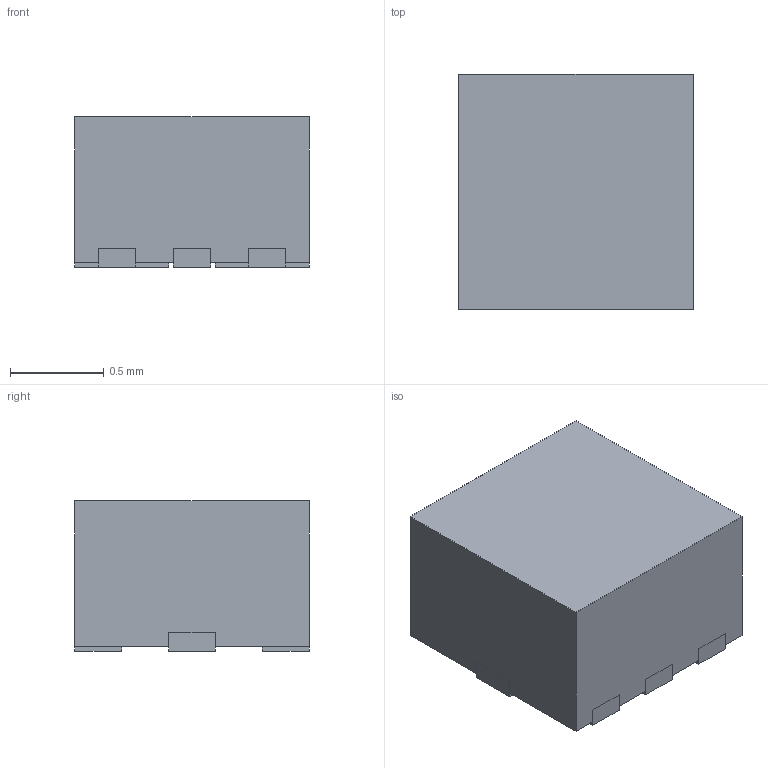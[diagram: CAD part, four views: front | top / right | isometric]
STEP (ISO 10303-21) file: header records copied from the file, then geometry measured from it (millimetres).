
FILE_DESCRIPTION((''),'2;1');
FILE_NAME('RXN0008A_ASM','2020-05-26T10:14:18',('a0412086'),(''),'CREO PARAMETRIC BY PTC INC, 2019292','CREO PARAMETRIC BY PTC INC, 2019292','');
FILE_SCHEMA(('AUTOMOTIVE_DESIGN { 1 0 10303 214 1 1 1 1 }'));
Length unit declared in the file: millimetre
Products named in the file (3): FRAME; MOLD; RXN0008A_ASM
Assembly tree (2 placements, depth 2):
  RXN0008A_ASM
    FRAME
    MOLD
Bounding box: 1.25 x 1.25 x 0.8 mm (x, y, z)
Volume: 1.2 mm3; surface area: 9.3 mm2
Topology: 9 solids, 9 shells, 88 faces, 210 edges, 140 vertices
Faces by surface type: plane 88
Entity records: 3447 total; most frequent: CARTESIAN_POINT 450, ORIENTED_EDGE 420, DIRECTION 396, PRESENTATION_STYLE_ASSIGNMENT 230, STYLED_ITEM 219, VECTOR 210, LINE 210, CURVE_STYLE 210
